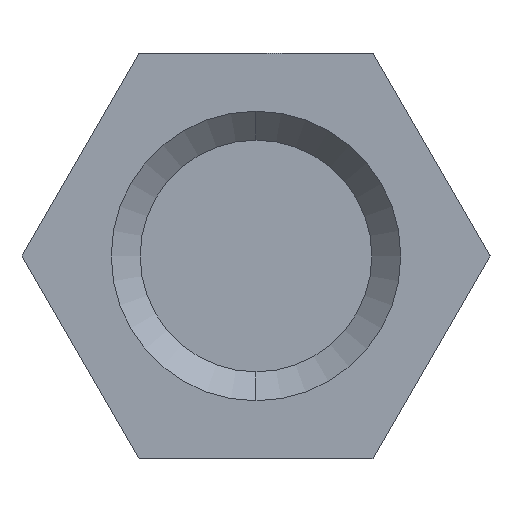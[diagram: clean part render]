
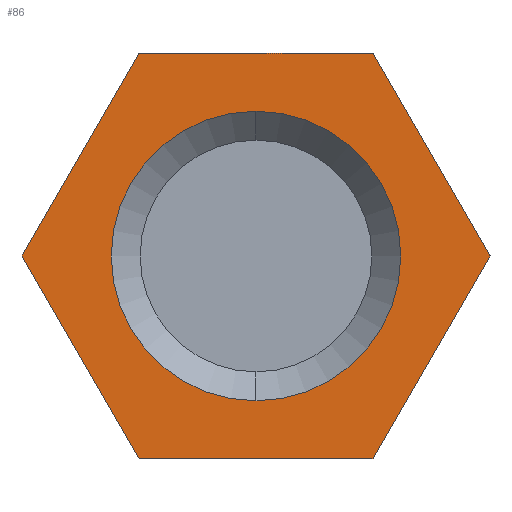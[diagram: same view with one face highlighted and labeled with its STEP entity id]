
A CAD part, left-side view. The second image highlights one B-rep face of the part: STEP entity #86.
In plain terms, the highlighted planar face has unit normal (-1, 0, 0).
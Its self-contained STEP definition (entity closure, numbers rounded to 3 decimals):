
#86=ADVANCED_FACE('',(#390,#391),#392,.F.);
#390=FACE_OUTER_BOUND('',#964,.T.);
#391=FACE_BOUND('',#965,.T.);
#392=PLANE('',#966);
#964=EDGE_LOOP('',(#5195,#5196,#5197,#5198,#5199,#5200));
#965=EDGE_LOOP('',(#5201,#5202));
#966=AXIS2_PLACEMENT_3D('',#5203,#5204,#5205);
#5195=ORIENTED_EDGE('',*,*,#7097,.F.);
#5196=ORIENTED_EDGE('',*,*,#7101,.F.);
#5197=ORIENTED_EDGE('',*,*,#7104,.F.);
#5198=ORIENTED_EDGE('',*,*,#7106,.F.);
#5199=ORIENTED_EDGE('',*,*,#6902,.F.);
#5200=ORIENTED_EDGE('',*,*,#7108,.F.);
#5201=ORIENTED_EDGE('',*,*,#6892,.T.);
#5202=ORIENTED_EDGE('',*,*,#7109,.T.);
#5203=CARTESIAN_POINT('',(-50.0,-4.041,0.));
#5204=DIRECTION('',(1.0,0.0,0.0));
#5205=DIRECTION('',(0.0,1.0,0.0));
#6892=EDGE_CURVE('',#7615,#7613,#7616,.T.);
#6902=EDGE_CURVE('',#7631,#7633,#7634,.T.);
#7097=EDGE_CURVE('',#8019,#8021,#8022,.T.);
#7101=EDGE_CURVE('',#8026,#8019,#8028,.T.);
#7104=EDGE_CURVE('',#8031,#8026,#8033,.T.);
#7106=EDGE_CURVE('',#7633,#8031,#8035,.T.);
#7108=EDGE_CURVE('',#8021,#7631,#8037,.T.);
#7109=EDGE_CURVE('',#7613,#7615,#8038,.T.);
#7613=VERTEX_POINT('',#8807);
#7615=VERTEX_POINT('',#8810);
#7616=CIRCLE('',#8811,2.5);
#7631=VERTEX_POINT('',#8832);
#7633=VERTEX_POINT('',#8835);
#7634=LINE('',#8836,#8837);
#8019=VERTEX_POINT('',#10520);
#8021=VERTEX_POINT('',#10523);
#8022=LINE('',#10524,#10525);
#8026=VERTEX_POINT('',#10531);
#8028=LINE('',#10534,#10535);
#8031=VERTEX_POINT('',#10539);
#8033=LINE('',#10542,#10543);
#8035=LINE('',#10546,#10547);
#8037=LINE('',#10550,#10551);
#8038=CIRCLE('',#10552,2.5);
#8807=CARTESIAN_POINT('',(-50.0,0.,-2.5));
#8810=CARTESIAN_POINT('',(-50.0,0.0,2.5));
#8811=AXIS2_PLACEMENT_3D('',#13844,#13845,#13846);
#8832=CARTESIAN_POINT('',(-50.0,-2.021,-3.5));
#8835=CARTESIAN_POINT('',(-50.0,2.021,-3.5));
#8836=CARTESIAN_POINT('',(-50.0,-2.021,-3.5));
#8837=VECTOR('',#13860,1000.0);
#10520=CARTESIAN_POINT('',(-50.0,-2.021,3.5));
#10523=CARTESIAN_POINT('',(-50.0,-4.041,0.));
#10524=CARTESIAN_POINT('',(-50.0,-2.021,3.5));
#10525=VECTOR('',#13990,1000.0);
#10531=CARTESIAN_POINT('',(-50.0,2.021,3.5));
#10534=CARTESIAN_POINT('',(-50.0,2.021,3.5));
#10535=VECTOR('',#13994,1000.0);
#10539=CARTESIAN_POINT('',(-50.0,4.041,0.));
#10542=CARTESIAN_POINT('',(-50.0,4.041,0.));
#10543=VECTOR('',#13997,1000.0);
#10546=CARTESIAN_POINT('',(-50.0,2.021,-3.5));
#10547=VECTOR('',#13999,1000.0);
#10550=CARTESIAN_POINT('',(-50.0,-4.041,0.));
#10551=VECTOR('',#14001,1000.0);
#10552=AXIS2_PLACEMENT_3D('',#14002,#14003,#14004);
#13844=CARTESIAN_POINT('',(-50.0,0.0,0.0));
#13845=DIRECTION('',(1.0,0.0,0.0));
#13846=DIRECTION('',(0.0,0.0,-1.0));
#13860=DIRECTION('',(0.0,1.0,0.));
#13990=DIRECTION('',(0.0,-0.5,-0.866));
#13994=DIRECTION('',(0.0,-1.0,0.));
#13997=DIRECTION('',(0.0,-0.5,0.866));
#13999=DIRECTION('',(0.0,0.5,0.866));
#14001=DIRECTION('',(0.0,0.5,-0.866));
#14002=CARTESIAN_POINT('',(-50.0,0.0,0.0));
#14003=DIRECTION('',(1.0,0.0,0.0));
#14004=DIRECTION('',(0.0,0.0,-1.0));
